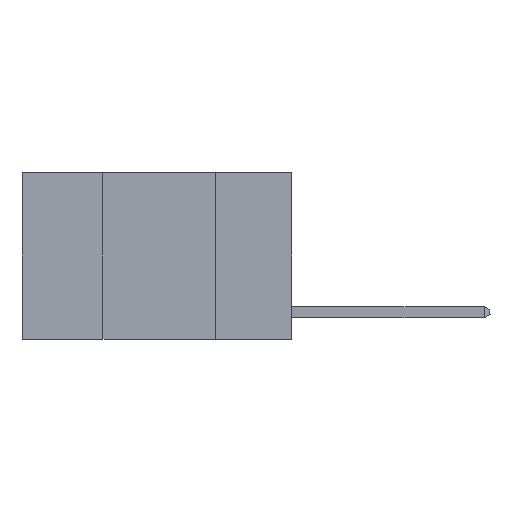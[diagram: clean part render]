
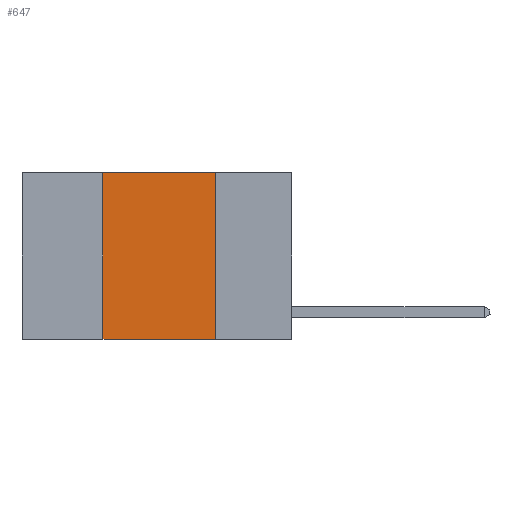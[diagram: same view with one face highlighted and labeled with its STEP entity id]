
A CAD part, left-side view. The second image highlights one B-rep face of the part: STEP entity #647.
In plain terms, the highlighted planar face has unit normal (-1, 0, 0).
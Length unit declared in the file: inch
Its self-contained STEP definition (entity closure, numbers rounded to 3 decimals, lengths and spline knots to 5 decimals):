
#198 = CARTESIAN_POINT ( 'NONE',  ( 0., 0.17, 0. ) ) ;
#219 = DIRECTION ( 'NONE',  ( 0., 0., -1. ) ) ;
#647 = ADVANCED_FACE ( 'NONE', ( #1224 ), #5175, .F. ) ;
#1016 = DIRECTION ( 'NONE',  ( 0., -1., 0. ) ) ;
#1224 = FACE_OUTER_BOUND ( 'NONE', #12156, .T. ) ;
#1592 = CARTESIAN_POINT ( 'NONE',  ( 0., 0.42, 0. ) ) ;
#2355 = CARTESIAN_POINT ( 'NONE',  ( 0., 0.42, 0. ) ) ;
#2438 = CARTESIAN_POINT ( 'NONE',  ( 0., 0.6, -0.37 ) ) ;
#2540 = VECTOR ( 'NONE', #5403, 39.37008 ) ;
#2858 = ORIENTED_EDGE ( 'NONE', *, *, #9171, .T. ) ;
#3293 = VERTEX_POINT ( 'NONE', #7060 ) ;
#4181 = DIRECTION ( 'NONE',  ( 0., 0., -1. ) ) ;
#4279 = LINE ( 'NONE', #2438, #5462 ) ;
#5175 = PLANE ( 'NONE',  #8810 ) ;
#5267 = LINE ( 'NONE', #198, #10866 ) ;
#5403 = DIRECTION ( 'NONE',  ( 0., 0., 1. ) ) ;
#5462 = VECTOR ( 'NONE', #12109, 39.37008 ) ;
#5539 = LINE ( 'NONE', #2355, #2540 ) ;
#6091 = CARTESIAN_POINT ( 'NONE',  ( 0., 0.6, 0. ) ) ;
#6613 = VERTEX_POINT ( 'NONE', #8669 ) ;
#7060 = CARTESIAN_POINT ( 'NONE',  ( 0., 0.17, 0. ) ) ;
#7853 = EDGE_CURVE ( 'NONE', #6613, #11005, #5539, .T. ) ;
#8669 = CARTESIAN_POINT ( 'NONE',  ( 0., 0.42, -0.37 ) ) ;
#8810 = AXIS2_PLACEMENT_3D ( 'NONE', #9125, #11147, #219 ) ;
#9103 = VERTEX_POINT ( 'NONE', #11086 ) ;
#9125 = CARTESIAN_POINT ( 'NONE',  ( 0., 0.6, 0. ) ) ;
#9171 = EDGE_CURVE ( 'NONE', #6613, #9103, #4279, .T. ) ;
#9479 = EDGE_CURVE ( 'NONE', #3293, #9103, #5267, .T. ) ;
#9817 = ORIENTED_EDGE ( 'NONE', *, *, #10792, .F. ) ;
#10269 = VECTOR ( 'NONE', #1016, 39.37008 ) ;
#10353 = ORIENTED_EDGE ( 'NONE', *, *, #9479, .F. ) ;
#10792 = EDGE_CURVE ( 'NONE', #11005, #3293, #11010, .T. ) ;
#10866 = VECTOR ( 'NONE', #4181, 39.37008 ) ;
#11005 = VERTEX_POINT ( 'NONE', #1592 ) ;
#11010 = LINE ( 'NONE', #6091, #10269 ) ;
#11086 = CARTESIAN_POINT ( 'NONE',  ( 0., 0.17, -0.37 ) ) ;
#11147 = DIRECTION ( 'NONE',  ( 1., 0., 0. ) ) ;
#12109 = DIRECTION ( 'NONE',  ( 0., -1., 0. ) ) ;
#12156 = EDGE_LOOP ( 'NONE', ( #10353, #9817, #12200, #2858 ) ) ;
#12200 = ORIENTED_EDGE ( 'NONE', *, *, #7853, .F. ) ;
